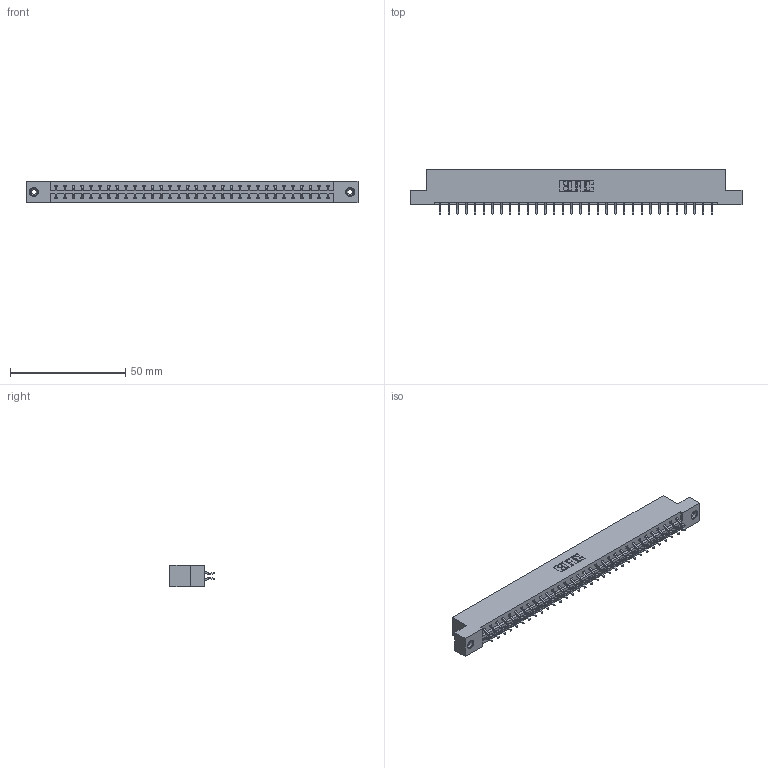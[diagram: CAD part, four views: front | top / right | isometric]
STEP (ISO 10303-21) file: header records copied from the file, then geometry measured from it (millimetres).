
FILE_DESCRIPTION (( 'STEP AP203' ), '1' );
FILE_NAME ('379-064-556-208.STEP', '2020-02-26T19:09:10', ( '' ), ( '' ), 'SwSTEP 2.0', 'SolidWorks 2016', '' );
FILE_SCHEMA (( 'CONFIG_CONTROL_DESIGN' ));
Length unit declared in the file: inch
Products named in the file (4): 345-250-001_345-250-003-102; 379 Part_Flush - .156 Dia - TI; 345-292-001_556 Tail; 379-064-556-208
Assembly tree (67 placements, depth 2):
  379-064-556-208
    379 Part_Flush - .156 Dia - TI
    345-292-001_556 Tail  x64
    345-250-001_345-250-003-102  x2
Bounding box: 144.15 x 19.24 x 9.53 mm (x, y, z)
Volume: 15225.5 mm3; surface area: 16966.1 mm2
Topology: 67 solids, 67 shells, 3886 faces, 11519 edges, 7586 vertices
Faces by surface type: plane 2662, cylinder 1208, cone 12, torus 4
Entity records: 23286 total; most frequent: CARTESIAN_POINT 3869, ORIENTED_EDGE 3786, DIRECTION 3343, EDGE_CURVE 1893, LINE 1737, VECTOR 1737, VERTEX_POINT 1256, AXIS2_PLACEMENT_3D 803
